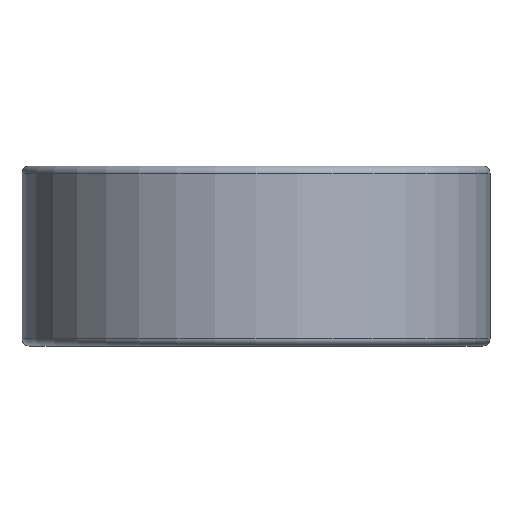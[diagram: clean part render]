
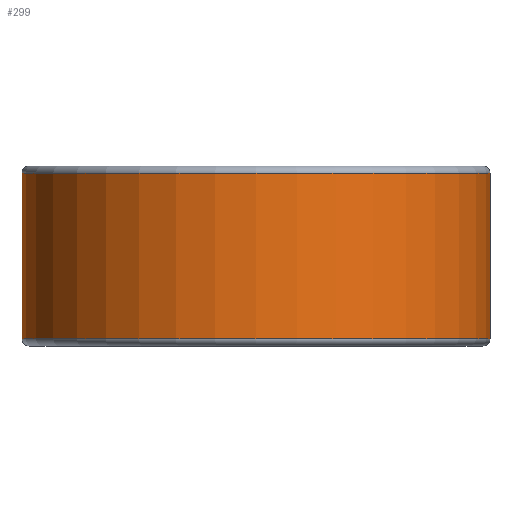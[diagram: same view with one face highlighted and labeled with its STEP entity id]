
A CAD part, front view. The second image highlights one B-rep face of the part: STEP entity #299.
In plain terms, the highlighted cylindrical face has radius 6.5 mm (diameter 13 mm), a full revolution.
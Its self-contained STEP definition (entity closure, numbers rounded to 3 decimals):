
#15=LINE('',#572,#17);
#17=VECTOR('',#480,6.5);
#19=CYLINDRICAL_SURFACE('',#366,6.5);
#57=FACE_OUTER_BOUND('',#82,.T.);
#82=EDGE_LOOP('',(#256,#257,#258,#259));
#118=CIRCLE('',#364,6.5);
#120=CIRCLE('',#367,6.5);
#147=VERTEX_POINT('',#566);
#148=VERTEX_POINT('',#570);
#183=EDGE_CURVE('',#147,#147,#118,.T.);
#185=EDGE_CURVE('',#148,#148,#120,.T.);
#186=EDGE_CURVE('',#148,#147,#15,.T.);
#256=ORIENTED_EDGE('',*,*,#185,.F.);
#257=ORIENTED_EDGE('',*,*,#186,.T.);
#258=ORIENTED_EDGE('',*,*,#183,.F.);
#259=ORIENTED_EDGE('',*,*,#186,.F.);
#299=ADVANCED_FACE('',(#57),#19,.T.);
#364=AXIS2_PLACEMENT_3D('',#567,#472,#473);
#366=AXIS2_PLACEMENT_3D('',#569,#476,#477);
#367=AXIS2_PLACEMENT_3D('',#571,#478,#479);
#472=DIRECTION('center_axis',(0.,0.,-1.));
#473=DIRECTION('ref_axis',(1.,0.,0.));
#476=DIRECTION('center_axis',(0.,0.,1.));
#477=DIRECTION('ref_axis',(1.,0.,0.));
#478=DIRECTION('center_axis',(0.,0.,1.));
#479=DIRECTION('ref_axis',(1.,0.,0.));
#480=DIRECTION('',(0.,0.,-1.));
#566=CARTESIAN_POINT('',(-6.5,0.,0.2));
#567=CARTESIAN_POINT('Origin',(0.,0.,0.2));
#569=CARTESIAN_POINT('Origin',(0.,0.,0.));
#570=CARTESIAN_POINT('',(-6.5,0.,4.8));
#571=CARTESIAN_POINT('Origin',(0.,0.,4.8));
#572=CARTESIAN_POINT('',(-6.5,0.,0.));
